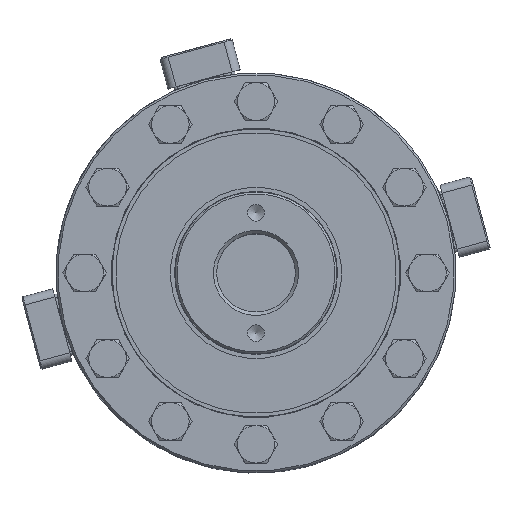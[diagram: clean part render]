
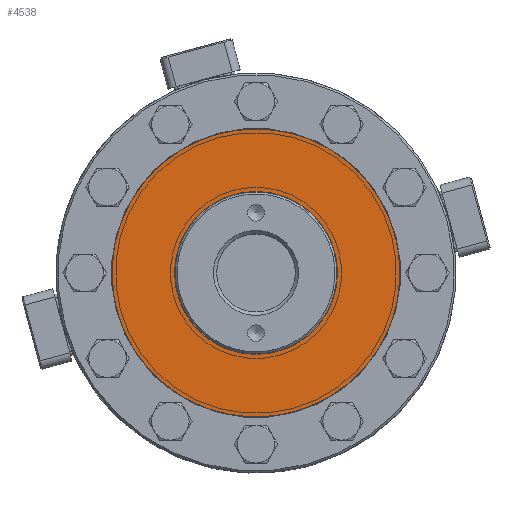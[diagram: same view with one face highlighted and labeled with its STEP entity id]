
A CAD part, top view. The second image highlights one B-rep face of the part: STEP entity #4538.
In plain terms, the highlighted planar face has unit normal (0, 0, 1).
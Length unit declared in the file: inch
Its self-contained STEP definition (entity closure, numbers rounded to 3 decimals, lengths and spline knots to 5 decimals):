
#4487=CARTESIAN_POINT('',(4.24657,1.89641,0.00441));
#4488=VERTEX_POINT('',#4487);
#4489=CARTESIAN_POINT('',(3.63732,0.84116,0.00441));
#4490=DIRECTION('',(0.,0.,-1.));
#4491=DIRECTION('',(0.5,0.866,0.));
#4492=AXIS2_PLACEMENT_3D('',#4489,#4490,#4491);
#4493=CIRCLE('',#4492,1.2185);
#4494=EDGE_CURVE('',#4488,#4488,#4493,.T.);
#4504=CARTESIAN_POINT('',(4.71482,2.70745,0.00441));
#4505=VERTEX_POINT('',#4504);
#4506=CARTESIAN_POINT('',(3.63732,0.84116,0.00441));
#4507=DIRECTION('',(0.,0.,-1.0));
#4508=DIRECTION('',(-0.5,-0.866,0.));
#4509=AXIS2_PLACEMENT_3D('',#4506,#4507,#4508);
#4510=CIRCLE('',#4509,2.155);
#4511=EDGE_CURVE('',#4505,#4505,#4510,.T.);
#4527=CARTESIAN_POINT('',(3.63732,0.84116,0.00441));
#4528=DIRECTION('',(0.0,0.0,-1.0));
#4529=DIRECTION('',(-0.5,-0.866,0.0));
#4530=AXIS2_PLACEMENT_3D('',#4527,#4528,#4529);
#4531=PLANE('',#4530);
#4532=ORIENTED_EDGE('',*,*,#4511,.F.);
#4533=EDGE_LOOP('',(#4532));
#4534=FACE_OUTER_BOUND('',#4533,.T.);
#4535=ORIENTED_EDGE('',*,*,#4494,.T.);
#4536=EDGE_LOOP('',(#4535));
#4537=FACE_BOUND('',#4536,.T.);
#4538=ADVANCED_FACE('',(#4534,#4537),#4531,.F.);
